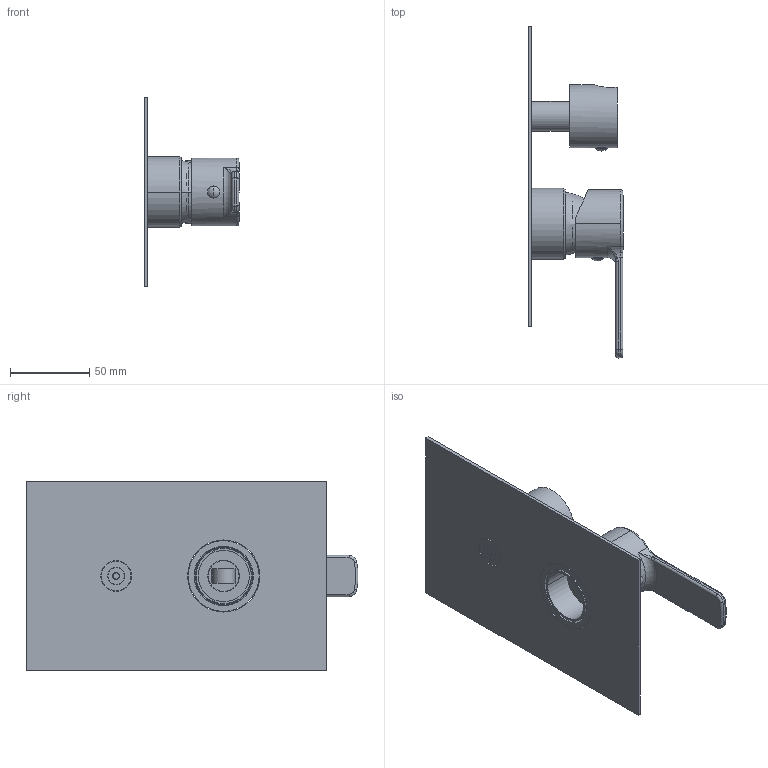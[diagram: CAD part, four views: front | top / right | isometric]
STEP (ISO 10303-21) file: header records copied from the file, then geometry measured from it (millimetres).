
FILE_DESCRIPTION((''),'2;1');
FILE_NAME('RED018CR-M','2021-11-08T13:32:02',('ut3'),('PAFFONI SpA'),'CREO PARAMETRIC BY PTC INC, 2020044','CREO PARAMETRIC BY PTC INC, 2020044','');
FILE_SCHEMA(('CONFIG_CONTROL_DESIGN','SHAPE_APPEARANCE_LAYERS_GROUPS'));
Length unit declared in the file: millimetre
Products named in the file (1): RED018CR-M
Bounding box: 59.83 x 209.91 x 120 mm (x, y, z)
Volume: 123859 mm3; surface area: 95030.4 mm2
Topology: 4 solids, 4 shells, 1097 faces, 2861 edges, 1783 vertices
Faces by surface type: plane 590, cylinder 285, torus 96, cone 57, bspline 40, sphere 29
Entity records: 45797 total; most frequent: CARTESIAN_POINT 11586, ORIENTED_EDGE 5702, DIRECTION 5333, EDGE_CURVE 2851, AXIS2_PLACEMENT_3D 1891, VERTEX_POINT 1783, VECTOR 1551, LINE 1551
